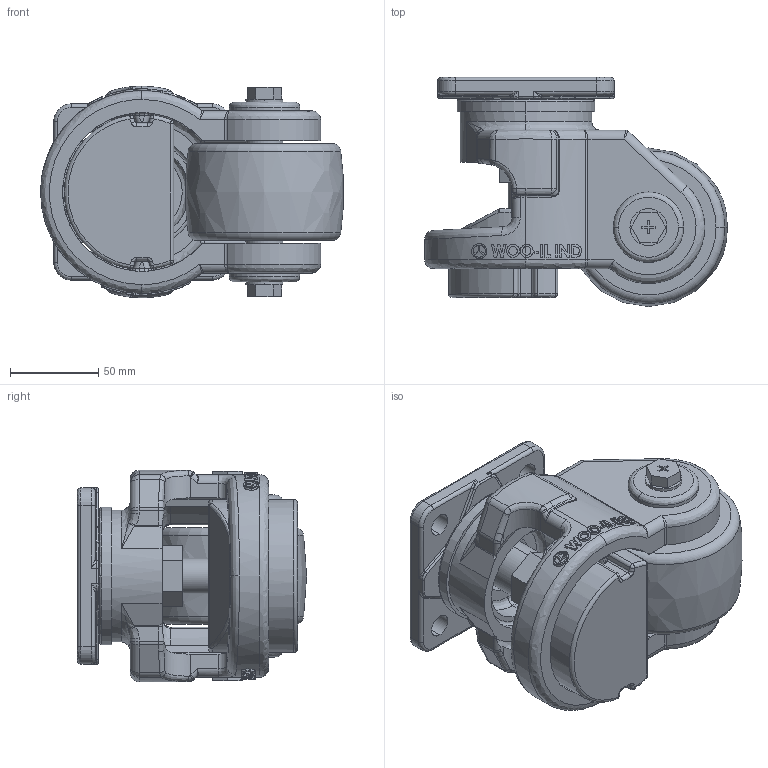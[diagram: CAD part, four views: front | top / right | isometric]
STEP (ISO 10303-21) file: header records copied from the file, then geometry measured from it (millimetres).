
FILE_DESCRIPTION (( 'STEP AP214' ), '1' );
FILE_NAME ('WMIS-150F.STEP', '2022-02-18T06:45:25', ( '' ), ( '' ), 'SwSTEP 2.0', 'SolidWorks 2019', '' );
FILE_SCHEMA (( 'AUTOMOTIVE_DESIGN' ));
Length unit declared in the file: millimetre
Products named in the file (1): WMIS-150F
Bounding box: 171.81 x 130 x 120 mm (x, y, z)
Volume: 1128507.8 mm3; surface area: 156494.7 mm2
Topology: 1 solids, 4 shells, 887 faces, 2142 edges, 1265 vertices
Faces by surface type: bspline 332, cylinder 272, plane 246, cone 33, torus 4
Entity records: 52996 total; most frequent: CARTESIAN_POINT 35572, ORIENTED_EDGE 4190, DIRECTION 2808, EDGE_CURVE 2095, VERTEX_POINT 1265, AXIS2_PLACEMENT_3D 1026, EDGE_LOOP 948, ADVANCED_FACE 887
